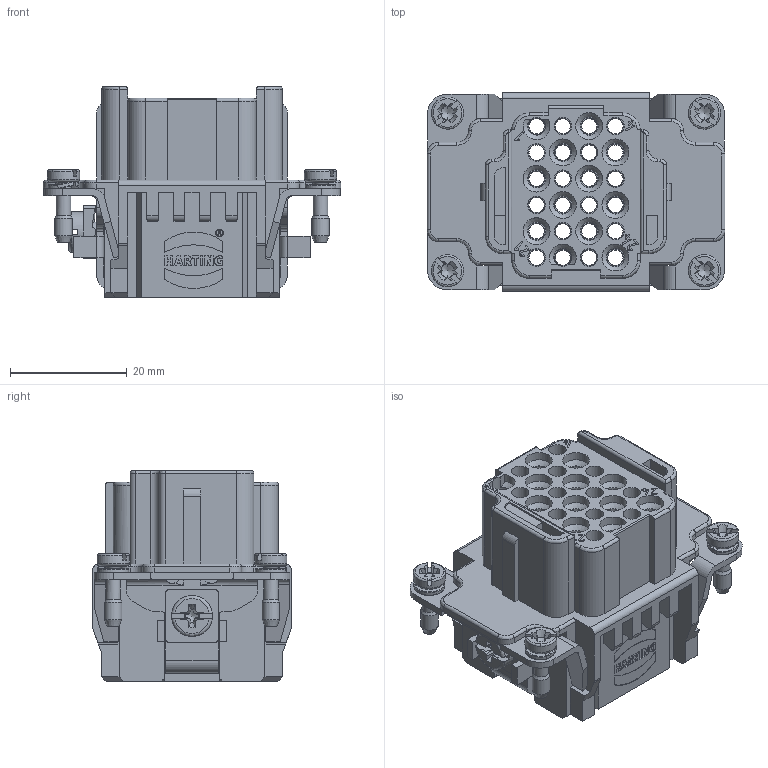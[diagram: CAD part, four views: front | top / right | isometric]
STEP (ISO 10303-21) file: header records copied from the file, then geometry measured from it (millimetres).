
FILE_DESCRIPTION(/* description */ (''),/* implementation_level */ '2;1');
FILE_NAME(/* name */ '100095189ugm000_d.stp',/* time_stamp */ '2017-09-28T15:43:12+02:00',/* author */ (''),/* organization */ (''),/* preprocessor_version */ 'ST-DEVELOPER v16',/* originating_system */ 'SIEMENS PLM Software NX 10.0',/* authorisation */ '');
FILE_SCHEMA (('AUTOMOTIVE_DESIGN { 1 0 10303 214 3 1 1 1 }'));
Products named in the file (1): 100095189ugm000_d
Bounding box: 51 x 34 x 36.1 mm (x, y, z)
Volume: 21277.5 mm3; surface area: 21321.2 mm2
Topology: 1 solids, 1 shells, 1400 faces, 4021 edges, 2995 vertices
Faces by surface type: plane 713, cylinder 293, bspline 146, extrusion 134, cone 106, torus 8
Full cylindrical faces by diameter (mm): 1.1 x1, 1.3 x1, 2.438 x2, 2.5 x10, 2.6 x24, 3 x28, 3.2 x1, 3.5 x1, 3.7 x24, 3.8 x24, 4 x2, 4.5 x2, 4.6 x10, 5.5 x4, 7 x1
Entity records: 57572 total; most frequent: CARTESIAN_POINT 13128, ORIENTED_EDGE 6884, DIRECTION 6264, EDGE_CURVE 3442, VERTEX_POINT 2356, VECTOR 2254, LINE 2120, AXIS2_PLACEMENT_3D 2005
